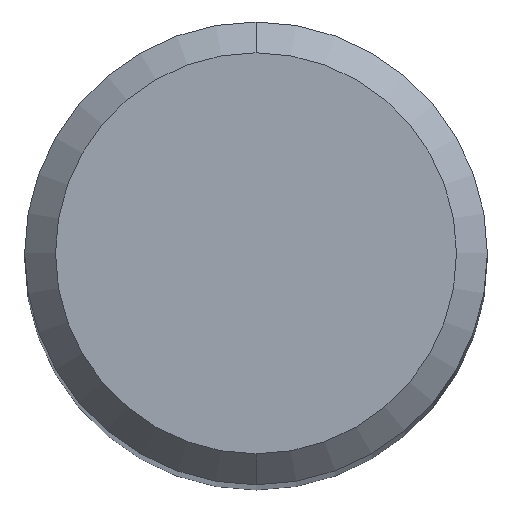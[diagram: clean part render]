
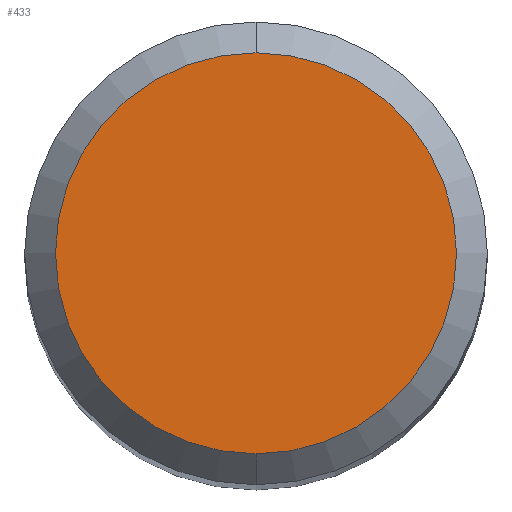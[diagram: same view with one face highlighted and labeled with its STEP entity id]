
A CAD part, top view. The second image highlights one B-rep face of the part: STEP entity #433.
In plain terms, the highlighted planar face has unit normal (0, 0, 1).
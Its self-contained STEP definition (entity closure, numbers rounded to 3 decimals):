
#213=EDGE_CURVE('',#319,#421,#524,.T.);
#319=VERTEX_POINT('',#644);
#421=VERTEX_POINT('',#756);
#433=ADVANCED_FACE('',(#768),#769,.T.);
#437=EDGE_CURVE('',#421,#319,#773,.T.);
#524=CIRCLE('',#869,2.6);
#644=CARTESIAN_POINT('',(0.,-2.6,0.0));
#756=CARTESIAN_POINT('',(0.0,2.6,0.0));
#768=FACE_OUTER_BOUND('',#1400,.T.);
#769=PLANE('',#1401);
#773=CIRCLE('',#1406,2.6);
#869=AXIS2_PLACEMENT_3D('',#1499,#1500,#1501);
#1400=EDGE_LOOP('',(#1784,#1785));
#1401=AXIS2_PLACEMENT_3D('',#1786,#1787,#1788);
#1406=AXIS2_PLACEMENT_3D('',#1789,#1790,#1791);
#1499=CARTESIAN_POINT('',(0.0,0.0,0.0));
#1500=DIRECTION('',(0.0,0.0,-1.0));
#1501=DIRECTION('',(0.0,1.0,0.0));
#1784=ORIENTED_EDGE('',*,*,#437,.F.);
#1785=ORIENTED_EDGE('',*,*,#213,.F.);
#1786=CARTESIAN_POINT('',(0.0,1.3,0.0));
#1787=DIRECTION('',(-0.0,0.0,1.0));
#1788=DIRECTION('',(0.0,-1.0,0.0));
#1789=CARTESIAN_POINT('',(0.0,0.0,0.0));
#1790=DIRECTION('',(0.0,0.0,-1.0));
#1791=DIRECTION('',(0.0,1.0,0.0));
